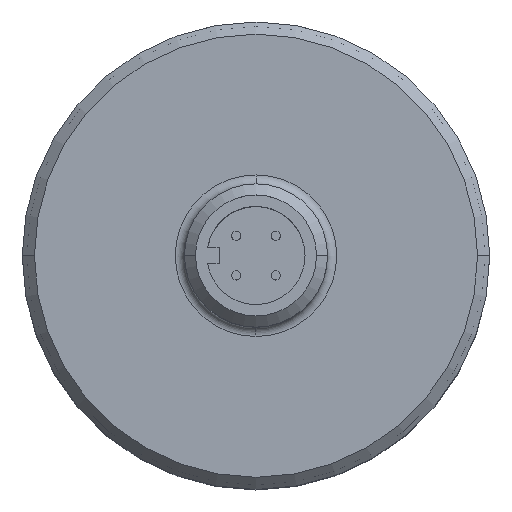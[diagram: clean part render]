
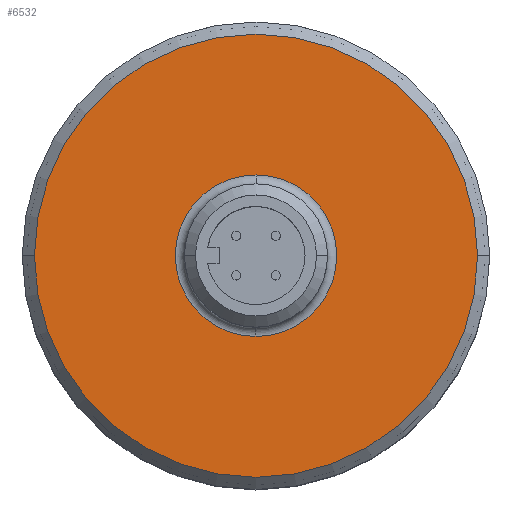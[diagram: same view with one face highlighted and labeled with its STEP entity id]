
A CAD part, top view. The second image highlights one B-rep face of the part: STEP entity #6532.
In plain terms, the highlighted planar face has unit normal (0, 0, 1).
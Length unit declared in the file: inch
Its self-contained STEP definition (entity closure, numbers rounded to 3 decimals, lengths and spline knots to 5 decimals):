
#166=CARTESIAN_POINT('',(0.,0.,9.874));
#167=DIRECTION('',(0.,0.,-1.));
#168=DIRECTION('',(1.,0.,0.));
#169=AXIS2_PLACEMENT_3D('',#166,#167,#168);
#171=CARTESIAN_POINT('',(0.,0.,9.874));
#172=DIRECTION('',(0.,0.,-1.));
#173=DIRECTION('',(-1.,0.,0.));
#174=AXIS2_PLACEMENT_3D('',#171,#172,#173);
#176=CARTESIAN_POINT('',(0.,0.,9.874));
#177=DIRECTION('',(0.,0.,1.));
#178=DIRECTION('',(0.,-1.,0.));
#179=AXIS2_PLACEMENT_3D('',#176,#177,#178);
#181=CARTESIAN_POINT('',(0.,0.,9.874));
#182=DIRECTION('',(0.,0.,1.));
#183=DIRECTION('',(0.,1.,0.));
#184=AXIS2_PLACEMENT_3D('',#181,#182,#183);
#6008=CARTESIAN_POINT('',(0.,-0.265,9.874));
#6009=CARTESIAN_POINT('',(0.,0.265,9.874));
#6010=VERTEX_POINT('',#6008);
#6011=VERTEX_POINT('',#6009);
#6020=CARTESIAN_POINT('',(0.727,0.,9.874));
#6021=CARTESIAN_POINT('',(-0.727,0.,9.874));
#6022=VERTEX_POINT('',#6020);
#6023=VERTEX_POINT('',#6021);
#6516=CARTESIAN_POINT('',(0.,0.,9.874));
#6517=DIRECTION('',(0.,0.,-1.));
#6518=DIRECTION('',(0.,1.,0.));
#6519=AXIS2_PLACEMENT_3D('',#6516,#6517,#6518);
#6520=PLANE('',#6519);
#6522=ORIENTED_EDGE('',*,*,#6521,.T.);
#6524=ORIENTED_EDGE('',*,*,#6523,.T.);
#6525=EDGE_LOOP('',(#6522,#6524));
#6526=FACE_OUTER_BOUND('',#6525,.F.);
#6528=ORIENTED_EDGE('',*,*,#6527,.T.);
#6529=ORIENTED_EDGE('',*,*,#6506,.T.);
#6530=EDGE_LOOP('',(#6528,#6529));
#6531=FACE_BOUND('',#6530,.F.);
#6532=ADVANCED_FACE('',(#6526,#6531),#6520,.F.);
#170=CIRCLE('',#169,0.727);
#175=CIRCLE('',#174,0.727);
#180=CIRCLE('',#179,0.265);
#185=CIRCLE('',#184,0.265);
#6506=EDGE_CURVE('',#6011,#6010,#185,.T.);
#6521=EDGE_CURVE('',#6022,#6023,#170,.T.);
#6523=EDGE_CURVE('',#6023,#6022,#175,.T.);
#6527=EDGE_CURVE('',#6010,#6011,#180,.T.);
